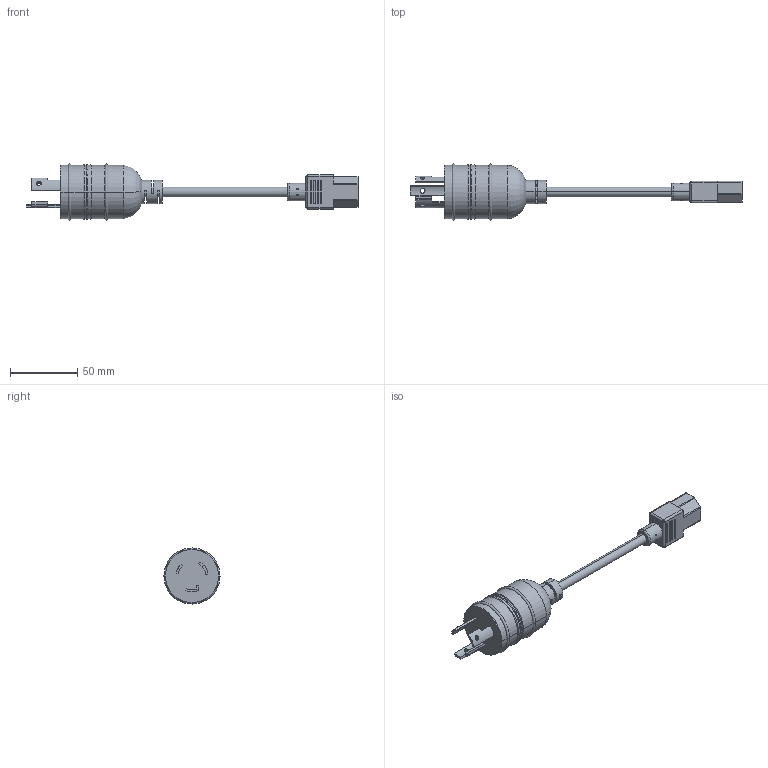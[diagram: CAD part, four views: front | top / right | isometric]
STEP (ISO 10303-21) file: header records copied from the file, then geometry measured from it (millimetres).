
FILE_DESCRIPTION (( 'STEP AP214' ), '1' );
FILE_NAME ('OWL620C13-15-15F_3D.step', '2025-01-31T22:04:21', ( '' ), ( '' ), 'SwSTEP 2.0', 'SolidWorks 2022', '' );
FILE_SCHEMA (( 'AUTOMOTIVE_DESIGN' ));
Length unit declared in the file: inch
Products named in the file (4): OWL620C13-15-15F_3D; SJTOW3X14AWG CABLE; EN60320-C13; L6-20P
Assembly tree (3 placements, depth 2):
  OWL620C13-15-15F_3D
    SJTOW3X14AWG CABLE
    EN60320-C13
    L6-20P
Bounding box: 246.38 x 41.67 x 41.67 mm (x, y, z)
Volume: 92412.9 mm3; surface area: 21269.4 mm2
Topology: 4 solids, 4 shells, 204 faces, 518 edges, 328 vertices
Faces by surface type: cylinder 92, plane 92, torus 16, sphere 4
Entity records: 7843 total; most frequent: CARTESIAN_POINT 1710, DIRECTION 1098, ORIENTED_EDGE 1028, EDGE_CURVE 514, AXIS2_PLACEMENT_3D 414, VERTEX_POINT 328, VECTOR 270, LINE 270
